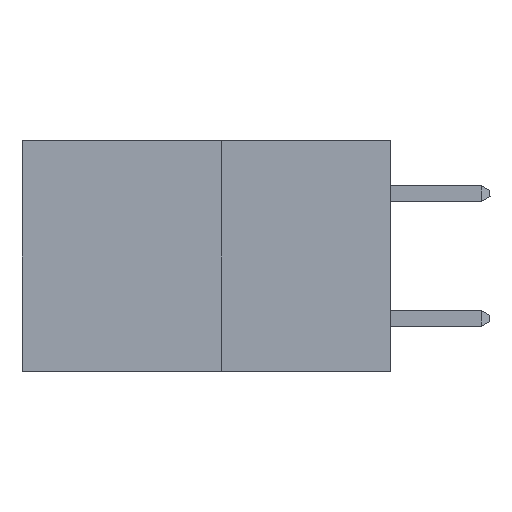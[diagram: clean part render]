
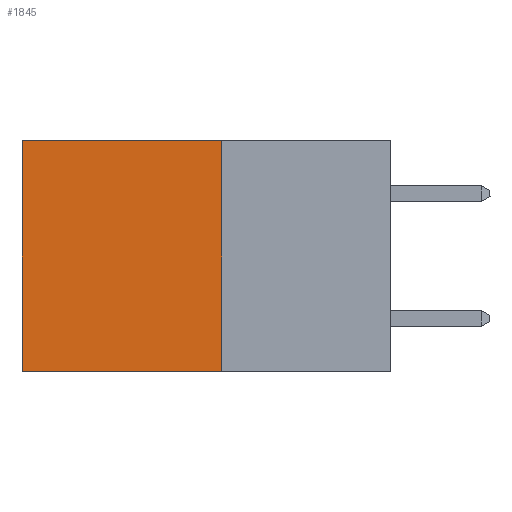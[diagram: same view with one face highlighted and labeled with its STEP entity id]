
A CAD part, left-side view. The second image highlights one B-rep face of the part: STEP entity #1845.
In plain terms, the highlighted planar face has unit normal (-1, 0, 0).
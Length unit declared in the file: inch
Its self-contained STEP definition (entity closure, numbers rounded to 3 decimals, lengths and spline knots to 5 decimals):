
#358 = EDGE_CURVE ( 'NONE', #14840, #15302, #18776, .T. ) ;
#438 = VECTOR ( 'NONE', #7364, 39.37008 ) ;
#518 = ORIENTED_EDGE ( 'NONE', *, *, #15735, .T. ) ;
#986 = LINE ( 'NONE', #1223, #18036 ) ;
#1169 = CARTESIAN_POINT ( 'NONE',  ( 0.277, 0.27, -0.37 ) ) ;
#1223 = CARTESIAN_POINT ( 'NONE',  ( 0.277, 0.27, 0. ) ) ;
#1637 = CARTESIAN_POINT ( 'NONE',  ( 0.277, 0.27, 0. ) ) ;
#1845 = ADVANCED_FACE ( 'NONE', ( #6327 ), #19368, .F. ) ;
#2182 = CARTESIAN_POINT ( 'NONE',  ( 0.277, 0.27, -0.37 ) ) ;
#2403 = EDGE_CURVE ( 'NONE', #2581, #15302, #4284, .T. ) ;
#2581 = VERTEX_POINT ( 'NONE', #19633 ) ;
#2613 = ORIENTED_EDGE ( 'NONE', *, *, #358, .F. ) ;
#4284 = LINE ( 'NONE', #11431, #12364 ) ;
#6327 = FACE_OUTER_BOUND ( 'NONE', #13420, .T. ) ;
#7364 = DIRECTION ( 'NONE',  ( 0., 0., -1. ) ) ;
#7386 = CARTESIAN_POINT ( 'NONE',  ( 0.277, 0.27, -0.37 ) ) ;
#8915 = LINE ( 'NONE', #7386, #438 ) ;
#9798 = DIRECTION ( 'NONE',  ( 0., 1., 0. ) ) ;
#9831 = DIRECTION ( 'NONE',  ( 0., 0., -1. ) ) ;
#10540 = VERTEX_POINT ( 'NONE', #1637 ) ;
#11431 = CARTESIAN_POINT ( 'NONE',  ( 0.277, 0.59, -0.37 ) ) ;
#11850 = CARTESIAN_POINT ( 'NONE',  ( 0.277, 0.59, -0.37 ) ) ;
#12248 = EDGE_CURVE ( 'NONE', #10540, #14840, #8915, .T. ) ;
#12277 = DIRECTION ( 'NONE',  ( 0., 0., -1. ) ) ;
#12364 = VECTOR ( 'NONE', #9831, 39.37008 ) ;
#13420 = EDGE_LOOP ( 'NONE', ( #16348, #2613, #17102, #518 ) ) ;
#13474 = VECTOR ( 'NONE', #18318, 39.37008 ) ;
#14840 = VERTEX_POINT ( 'NONE', #2182 ) ;
#14903 = DIRECTION ( 'NONE',  ( 1., 0., 0. ) ) ;
#15302 = VERTEX_POINT ( 'NONE', #11850 ) ;
#15735 = EDGE_CURVE ( 'NONE', #10540, #2581, #986, .T. ) ;
#16348 = ORIENTED_EDGE ( 'NONE', *, *, #2403, .T. ) ;
#17102 = ORIENTED_EDGE ( 'NONE', *, *, #12248, .F. ) ;
#17999 = AXIS2_PLACEMENT_3D ( 'NONE', #1169, #14903, #12277 ) ;
#18036 = VECTOR ( 'NONE', #9798, 39.37008 ) ;
#18318 = DIRECTION ( 'NONE',  ( 0., 1., 0. ) ) ;
#18431 = CARTESIAN_POINT ( 'NONE',  ( 0.277, 0.27, -0.37 ) ) ;
#18776 = LINE ( 'NONE', #18431, #13474 ) ;
#19368 = PLANE ( 'NONE',  #17999 ) ;
#19633 = CARTESIAN_POINT ( 'NONE',  ( 0.277, 0.59, 0. ) ) ;
